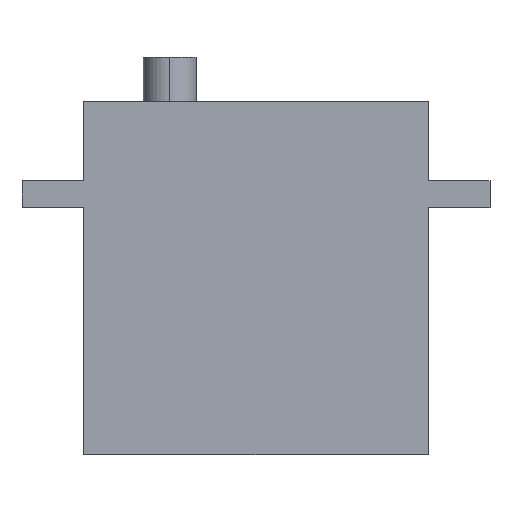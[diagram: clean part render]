
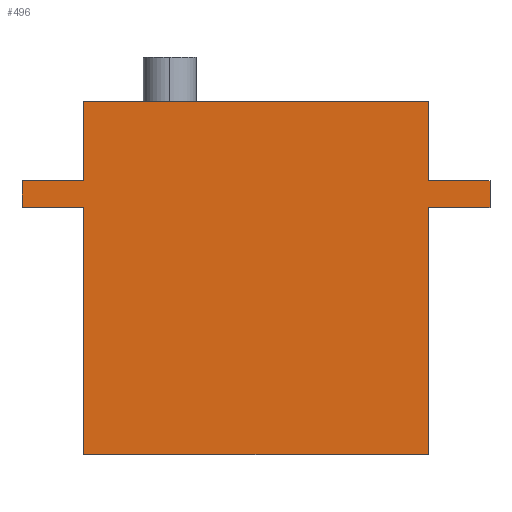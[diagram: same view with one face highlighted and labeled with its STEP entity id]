
A CAD part, top view. The second image highlights one B-rep face of the part: STEP entity #496.
In plain terms, the highlighted planar face has unit normal (0, 0, 1).
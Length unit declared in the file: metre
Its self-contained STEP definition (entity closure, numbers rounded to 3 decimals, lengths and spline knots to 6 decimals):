
#2 = CARTESIAN_POINT ( 'NONE',  ( 0.0195, 0.02, 0.019 ) ) ;
#8 = EDGE_CURVE ( 'NONE', #522, #319, #132, .T. ) ;
#9 = VERTEX_POINT ( 'NONE', #117 ) ;
#15 = DIRECTION ( 'NONE',  ( 0., 1., 0. ) ) ;
#21 = CARTESIAN_POINT ( 'NONE',  ( -0.0265, 0.008, 0.019 ) ) ;
#36 = ORIENTED_EDGE ( 'NONE', *, *, #572, .T. ) ;
#39 = VERTEX_POINT ( 'NONE', #481 ) ;
#46 = CARTESIAN_POINT ( 'NONE',  ( 0.0265, 0.011, 0.019 ) ) ;
#51 = EDGE_CURVE ( 'NONE', #212, #522, #159, .T. ) ;
#75 = EDGE_CURVE ( 'NONE', #339, #9, #569, .T. ) ;
#92 = DIRECTION ( 'NONE',  ( -1., 0., 0. ) ) ;
#95 = ORIENTED_EDGE ( 'NONE', *, *, #458, .T. ) ;
#100 = DIRECTION ( 'NONE',  ( 0., 0., -1. ) ) ;
#107 = CARTESIAN_POINT ( 'NONE',  ( -0.0265, 0.011, 0.019 ) ) ;
#109 = EDGE_CURVE ( 'NONE', #537, #372, #678, .T. ) ;
#110 = DIRECTION ( 'NONE',  ( 0., 1., 0. ) ) ;
#113 = CARTESIAN_POINT ( 'NONE',  ( 0.0195, 0.008, 0.019 ) ) ;
#116 = ORIENTED_EDGE ( 'NONE', *, *, #75, .T. ) ;
#117 = CARTESIAN_POINT ( 'NONE',  ( 0.0195, -0.02, 0.019 ) ) ;
#124 = CARTESIAN_POINT ( 'NONE',  ( -0.0195, 0.011, 0.019 ) ) ;
#132 = LINE ( 'NONE', #663, #766 ) ;
#153 = VECTOR ( 'NONE', #705, 1. ) ;
#155 = LINE ( 'NONE', #113, #793 ) ;
#157 = VECTOR ( 'NONE', #576, 1. ) ;
#159 = LINE ( 'NONE', #107, #153 ) ;
#168 = VECTOR ( 'NONE', #92, 1. ) ;
#187 = ORIENTED_EDGE ( 'NONE', *, *, #664, .T. ) ;
#189 = CARTESIAN_POINT ( 'NONE',  ( -0.0195, 0.008, 0.019 ) ) ;
#199 = CARTESIAN_POINT ( 'NONE',  ( 0.0195, 0.02, 0.019 ) ) ;
#210 = DIRECTION ( 'NONE',  ( -1., 0., 0. ) ) ;
#212 = VERTEX_POINT ( 'NONE', #721 ) ;
#216 = ORIENTED_EDGE ( 'NONE', *, *, #389, .T. ) ;
#219 = EDGE_CURVE ( 'NONE', #372, #212, #349, .T. ) ;
#247 = CARTESIAN_POINT ( 'NONE',  ( 0.0265, 0.008, 0.019 ) ) ;
#253 = CARTESIAN_POINT ( 'NONE',  ( 0.0195, 0.008, 0.019 ) ) ;
#264 = EDGE_CURVE ( 'NONE', #330, #548, #640, .T. ) ;
#277 = DIRECTION ( 'NONE',  ( 1., 0., 0. ) ) ;
#286 = ORIENTED_EDGE ( 'NONE', *, *, #8, .T. ) ;
#301 = DIRECTION ( 'NONE',  ( 0., -1., 0. ) ) ;
#314 = CARTESIAN_POINT ( 'NONE',  ( -0.0195, -0.02, 0.019 ) ) ;
#315 = PLANE ( 'NONE',  #791 ) ;
#319 = VERTEX_POINT ( 'NONE', #189 ) ;
#325 = FACE_OUTER_BOUND ( 'NONE', #435, .T. ) ;
#329 = ORIENTED_EDGE ( 'NONE', *, *, #335, .T. ) ;
#330 = VERTEX_POINT ( 'NONE', #387 ) ;
#335 = EDGE_CURVE ( 'NONE', #548, #537, #468, .T. ) ;
#339 = VERTEX_POINT ( 'NONE', #314 ) ;
#349 = LINE ( 'NONE', #124, #710 ) ;
#372 = VERTEX_POINT ( 'NONE', #780 ) ;
#374 = CARTESIAN_POINT ( 'NONE',  ( 0.0195, 0.011, 0.019 ) ) ;
#379 = VECTOR ( 'NONE', #301, 1. ) ;
#387 = CARTESIAN_POINT ( 'NONE',  ( 0.0195, 0.011, 0.019 ) ) ;
#389 = EDGE_CURVE ( 'NONE', #581, #39, #556, .T. ) ;
#393 = CARTESIAN_POINT ( 'NONE',  ( -0.0195, 0.02, 0.019 ) ) ;
#396 = CARTESIAN_POINT ( 'NONE',  ( -0.0195, -0.02, 0.019 ) ) ;
#407 = VERTEX_POINT ( 'NONE', #253 ) ;
#411 = LINE ( 'NONE', #762, #592 ) ;
#412 = DIRECTION ( 'NONE',  ( 0., 1., 0. ) ) ;
#428 = ORIENTED_EDGE ( 'NONE', *, *, #51, .T. ) ;
#435 = EDGE_LOOP ( 'NONE', ( #116, #654, #36, #216, #95, #726, #329, #748, #452, #428, #286, #187 ) ) ;
#445 = LINE ( 'NONE', #374, #168 ) ;
#452 = ORIENTED_EDGE ( 'NONE', *, *, #219, .T. ) ;
#458 = EDGE_CURVE ( 'NONE', #39, #330, #445, .T. ) ;
#468 = LINE ( 'NONE', #574, #754 ) ;
#481 = CARTESIAN_POINT ( 'NONE',  ( 0.0265, 0.011, 0.019 ) ) ;
#496 = ADVANCED_FACE ( 'NONE', ( #325 ), #315, .F. ) ;
#505 = CARTESIAN_POINT ( 'NONE',  ( 0., 0., 0.019 ) ) ;
#522 = VERTEX_POINT ( 'NONE', #21 ) ;
#537 = VERTEX_POINT ( 'NONE', #674 ) ;
#548 = VERTEX_POINT ( 'NONE', #199 ) ;
#556 = LINE ( 'NONE', #46, #622 ) ;
#569 = LINE ( 'NONE', #396, #687 ) ;
#572 = EDGE_CURVE ( 'NONE', #407, #581, #155, .T. ) ;
#574 = CARTESIAN_POINT ( 'NONE',  ( -0.0195, 0.02, 0.019 ) ) ;
#576 = DIRECTION ( 'NONE',  ( 0., -1., 0. ) ) ;
#577 = DIRECTION ( 'NONE',  ( -1., 0., 0. ) ) ;
#581 = VERTEX_POINT ( 'NONE', #247 ) ;
#592 = VECTOR ( 'NONE', #15, 1. ) ;
#593 = DIRECTION ( 'NONE',  ( -1., 0., 0. ) ) ;
#595 = DIRECTION ( 'NONE',  ( 1., 0., 0. ) ) ;
#606 = CARTESIAN_POINT ( 'NONE',  ( -0.0195, 0.008, 0.019 ) ) ;
#622 = VECTOR ( 'NONE', #110, 1. ) ;
#623 = VECTOR ( 'NONE', #412, 1. ) ;
#640 = LINE ( 'NONE', #2, #623 ) ;
#641 = DIRECTION ( 'NONE',  ( 1., 0., 0. ) ) ;
#654 = ORIENTED_EDGE ( 'NONE', *, *, #774, .T. ) ;
#663 = CARTESIAN_POINT ( 'NONE',  ( -0.0195, 0.008, 0.019 ) ) ;
#664 = EDGE_CURVE ( 'NONE', #319, #339, #741, .T. ) ;
#674 = CARTESIAN_POINT ( 'NONE',  ( -0.0195, 0.02, 0.019 ) ) ;
#678 = LINE ( 'NONE', #393, #157 ) ;
#687 = VECTOR ( 'NONE', #641, 1. ) ;
#705 = DIRECTION ( 'NONE',  ( 0., -1., 0. ) ) ;
#710 = VECTOR ( 'NONE', #593, 1. ) ;
#721 = CARTESIAN_POINT ( 'NONE',  ( -0.0265, 0.011, 0.019 ) ) ;
#726 = ORIENTED_EDGE ( 'NONE', *, *, #264, .T. ) ;
#741 = LINE ( 'NONE', #606, #379 ) ;
#748 = ORIENTED_EDGE ( 'NONE', *, *, #109, .T. ) ;
#754 = VECTOR ( 'NONE', #210, 1. ) ;
#762 = CARTESIAN_POINT ( 'NONE',  ( 0.0195, 0.008, 0.019 ) ) ;
#766 = VECTOR ( 'NONE', #595, 1. ) ;
#774 = EDGE_CURVE ( 'NONE', #9, #407, #411, .T. ) ;
#780 = CARTESIAN_POINT ( 'NONE',  ( -0.0195, 0.011, 0.019 ) ) ;
#791 = AXIS2_PLACEMENT_3D ( 'NONE', #505, #100, #577 ) ;
#793 = VECTOR ( 'NONE', #277, 1. ) ;
